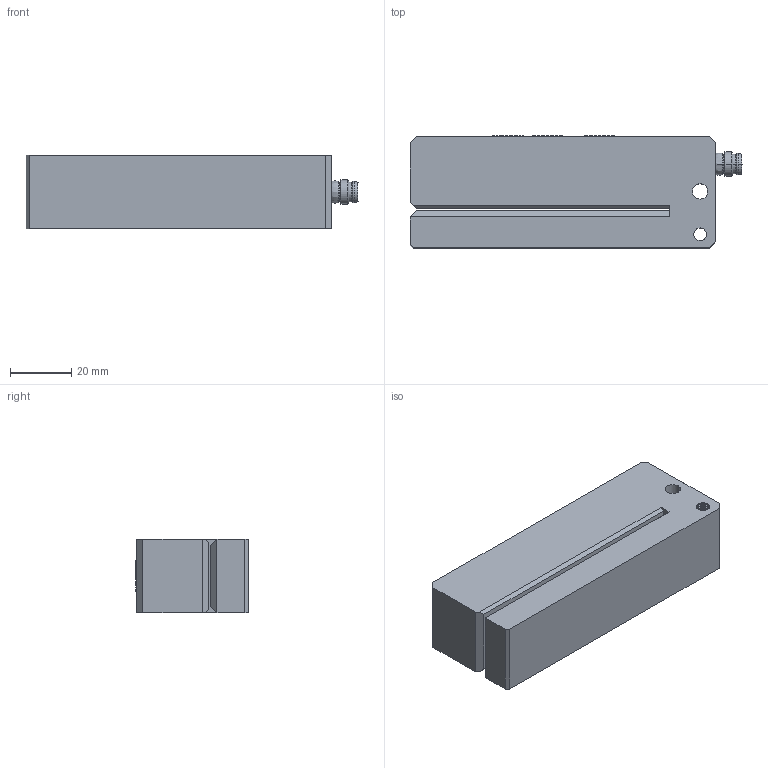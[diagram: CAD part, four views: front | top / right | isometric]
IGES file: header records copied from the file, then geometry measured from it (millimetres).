
Start section: IMSI TurboCAD v14.0
Global section: author: NULL; organization: NULL; date: 20191203.120352; units: millimetre
Bounding box: 108.7 x 36.7 x 24 mm (x, y, z)
Surface area: 18618.2 mm2 (no closed solid volume)
Topology: 0 solids, 0 shells, 347 faces, 1450 edges, 1442 vertices
Faces by surface type: revolution 304, extrusion 41, bspline 2
